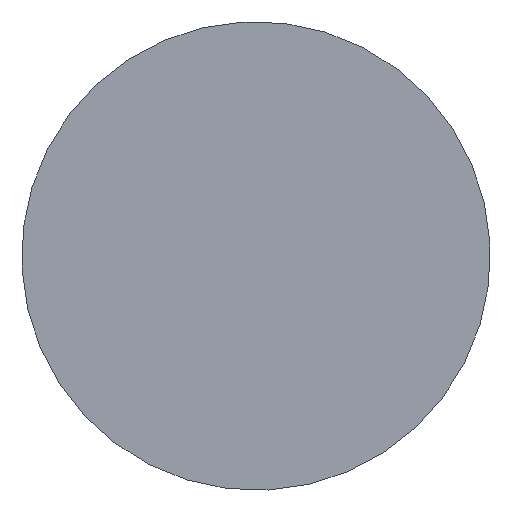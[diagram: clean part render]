
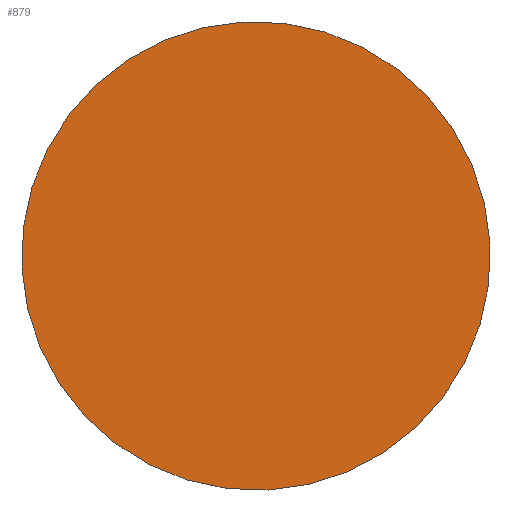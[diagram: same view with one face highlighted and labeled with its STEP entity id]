
A CAD part, front view. The second image highlights one B-rep face of the part: STEP entity #879.
In plain terms, the highlighted planar face has unit normal (0, -1, 0).
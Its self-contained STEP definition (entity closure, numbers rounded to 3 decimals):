
#81=PLANE('',#987);
#114=FACE_OUTER_BOUND('',#166,.T.);
#166=EDGE_LOOP('',(#673,#674));
#264=CIRCLE('',#988,15.);
#265=CIRCLE('',#989,15.);
#360=VERTEX_POINT('',#1544);
#361=VERTEX_POINT('',#1545);
#475=EDGE_CURVE('',#360,#361,#264,.T.);
#476=EDGE_CURVE('',#361,#360,#265,.T.);
#673=ORIENTED_EDGE('',*,*,#475,.T.);
#674=ORIENTED_EDGE('',*,*,#476,.T.);
#879=ADVANCED_FACE('',(#114),#81,.T.);
#987=AXIS2_PLACEMENT_3D('',#1543,#1204,#1205);
#988=AXIS2_PLACEMENT_3D('',#1546,#1206,#1207);
#989=AXIS2_PLACEMENT_3D('',#1547,#1208,#1209);
#1204=DIRECTION('center_axis',(0.,-1.,0.));
#1205=DIRECTION('ref_axis',(0.051,0.,-0.999));
#1206=DIRECTION('center_axis',(0.,-1.,0.));
#1207=DIRECTION('ref_axis',(-0.999,0.,-0.051));
#1208=DIRECTION('center_axis',(0.,-1.,0.));
#1209=DIRECTION('ref_axis',(-0.999,0.,-0.051));
#1543=CARTESIAN_POINT('Origin',(-7.49,-22.,-0.385));
#1544=CARTESIAN_POINT('',(-14.98,-22.,-0.77));
#1545=CARTESIAN_POINT('',(14.98,-22.,0.77));
#1546=CARTESIAN_POINT('Origin',(0.,-22.,
0.));
#1547=CARTESIAN_POINT('Origin',(0.,-22.,
0.));
